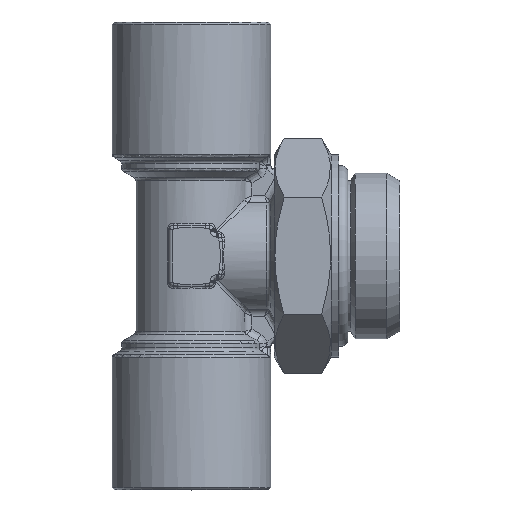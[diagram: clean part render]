
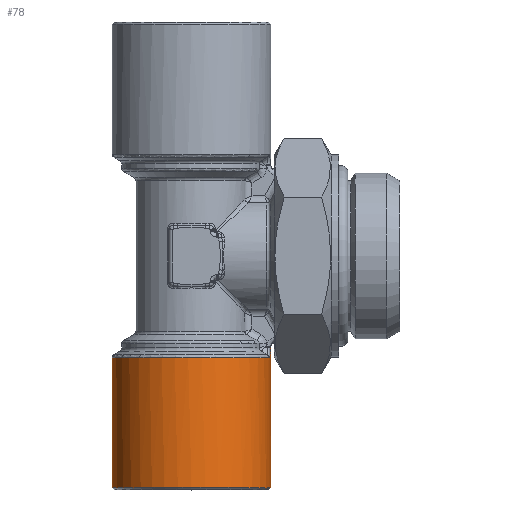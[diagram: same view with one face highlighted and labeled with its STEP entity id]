
A CAD part, top view. The second image highlights one B-rep face of the part: STEP entity #78.
In plain terms, the highlighted cylindrical face has radius 10.5 mm (diameter 21 mm), a full revolution.
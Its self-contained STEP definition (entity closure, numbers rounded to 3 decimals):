
#78 = ADVANCED_FACE( 'NONE', ( #656, #657 ), #658, .T. );
#656 = FACE_OUTER_BOUND( '', #1933, .T. );
#657 = FACE_OUTER_BOUND( '', #1934, .T. );
#658 = CYLINDRICAL_SURFACE( '', #1935, 10.5 );
#1933 = EDGE_LOOP( '', ( #10821, #10822, #10823, #10824, #10825 ) );
#1934 = EDGE_LOOP( '', ( #10826 ) );
#1935 = AXIS2_PLACEMENT_3D( '', #10827, #10828, #10829 );
#10821 = ORIENTED_EDGE( '', *, *, #14538, .T. );
#10822 = ORIENTED_EDGE( '', *, *, #14539, .T. );
#10823 = ORIENTED_EDGE( '', *, *, #14540, .T. );
#10824 = ORIENTED_EDGE( '', *, *, #14532, .T. );
#10825 = ORIENTED_EDGE( '', *, *, #14537, .T. );
#10826 = ORIENTED_EDGE( '', *, *, #14541, .T. );
#10827 = CARTESIAN_POINT( '', ( 0., 0., 0. ) );
#10828 = DIRECTION( '', ( 0., -1., 0. ) );
#10829 = DIRECTION( '', ( 0., 0., -1. ) );
#14532 = EDGE_CURVE( 'NONE', #15959, #15954, #15960, .T. );
#14537 = EDGE_CURVE( 'NONE', #15954, #15966, #15968, .T. );
#14538 = EDGE_CURVE( 'NONE', #15966, #15969, #15970, .T. );
#14539 = EDGE_CURVE( 'NONE', #15969, #15971, #15972, .T. );
#14540 = EDGE_CURVE( 'NONE', #15971, #15959, #15973, .T. );
#14541 = EDGE_CURVE( 'NONE', #15974, #15974, #15975, .T. );
#15954 = VERTEX_POINT( 'NONE', #18370 );
#15959 = VERTEX_POINT( 'NONE', #18387 );
#15960 = B_SPLINE_CURVE_WITH_KNOTS( '', 3, ( #18388, #18389, #18390, #18391, #18392, #18393, #18394 ), .UNSPECIFIED., .F., .F., ( 4, 1, 1, 1, 4 ), ( 0., 0.251, 0.501, 0.751, 1. ), .UNSPECIFIED. );
#15966 = VERTEX_POINT( 'NONE', #18423 );
#15968 = B_SPLINE_CURVE_WITH_KNOTS( '', 3, ( #18428, #18429, #18430, #18431, #18432, #18433 ), .UNSPECIFIED., .F., .F., ( 4, 2, 4 ), ( 0.001, 0.002, 0.003 ), .UNSPECIFIED. );
#15969 = VERTEX_POINT( 'NONE', #18434 );
#15970 = B_SPLINE_CURVE_WITH_KNOTS( '', 3, ( #18435, #18436, #18437, #18438, #18439, #18440, #18441, #18442, #18443, #18444, #18445, #18446, #18447, #18448 ), .UNSPECIFIED., .F., .F., ( 4, 1, 1, 1, 1, 1, 1, 1, 1, 1, 1, 4 ), ( 0., 0.063, 0.126, 0.188, 0.249, 0.376, 0.499, 0.626, 0.75, 0.833, 0.916, 1. ), .UNSPECIFIED. );
#15971 = VERTEX_POINT( 'NONE', #18449 );
#15972 = CIRCLE( '', #18450, 10.5 );
#15973 = B_SPLINE_CURVE_WITH_KNOTS( '', 3, ( #18451, #18452, #18453, #18454, #18455, #18456, #18457, #18458, #18459, #18460, #18461, #18462, #18463, #18464 ), .UNSPECIFIED., .F., .F., ( 4, 1, 1, 1, 1, 1, 1, 1, 1, 1, 1, 4 ), ( 0., 0.051, 0.101, 0.151, 0.2, 0.25, 0.374, 0.5, 0.623, 0.75, 0.874, 1. ), .UNSPECIFIED. );
#15974 = VERTEX_POINT( '', #18465 );
#15975 = CIRCLE( '', #18466, 10.5 );
#18370 = CARTESIAN_POINT( '', ( 10.5, -12.25, 0. ) );
#18387 = CARTESIAN_POINT( '', ( 10.445, -12.194, -1.071 ) );
#18388 = CARTESIAN_POINT( '', ( 10.445, -12.194, -1.071 ) );
#18389 = CARTESIAN_POINT( '', ( 10.454, -12.202, -0.982 ) );
#18390 = CARTESIAN_POINT( '', ( 10.471, -12.22, -0.804 ) );
#18391 = CARTESIAN_POINT( '', ( 10.487, -12.237, -0.536 ) );
#18392 = CARTESIAN_POINT( '', ( 10.498, -12.248, -0.268 ) );
#18393 = CARTESIAN_POINT( '', ( 10.499, -12.249, -0.089 ) );
#18394 = CARTESIAN_POINT( '', ( 10.5, -12.25, 0. ) );
#18423 = CARTESIAN_POINT( '', ( 10.445, -12.194, 1.071 ) );
#18428 = CARTESIAN_POINT( '', ( 10.5, -12.25, 0. ) );
#18429 = CARTESIAN_POINT( '', ( 10.5, -12.25, 0.18 ) );
#18430 = CARTESIAN_POINT( '', ( 10.495, -12.245, 0.359 ) );
#18431 = CARTESIAN_POINT( '', ( 10.477, -12.226, 0.716 ) );
#18432 = CARTESIAN_POINT( '', ( 10.463, -12.212, 0.894 ) );
#18433 = CARTESIAN_POINT( '', ( 10.445, -12.194, 1.071 ) );
#18434 = CARTESIAN_POINT( '', ( 10.212, -13.499, 2.442 ) );
#18435 = CARTESIAN_POINT( '', ( 10.445, -12.194, 1.071 ) );
#18436 = CARTESIAN_POINT( '', ( 10.444, -12.237, 1.078 ) );
#18437 = CARTESIAN_POINT( '', ( 10.443, -12.323, 1.093 ) );
#18438 = CARTESIAN_POINT( '', ( 10.439, -12.449, 1.127 ) );
#18439 = CARTESIAN_POINT( '', ( 10.435, -12.571, 1.169 ) );
#18440 = CARTESIAN_POINT( '', ( 10.427, -12.73, 1.239 ) );
#18441 = CARTESIAN_POINT( '', ( 10.414, -12.918, 1.348 ) );
#18442 = CARTESIAN_POINT( '', ( 10.391, -13.118, 1.516 ) );
#18443 = CARTESIAN_POINT( '', ( 10.36, -13.284, 1.715 ) );
#18444 = CARTESIAN_POINT( '', ( 10.324, -13.393, 1.917 ) );
#18445 = CARTESIAN_POINT( '', ( 10.287, -13.458, 2.105 ) );
#18446 = CARTESIAN_POINT( '', ( 10.252, -13.493, 2.272 ) );
#18447 = CARTESIAN_POINT( '', ( 10.225, -13.497, 2.385 ) );
#18448 = CARTESIAN_POINT( '', ( 10.212, -13.499, 2.442 ) );
#18449 = CARTESIAN_POINT( '', ( 10.212, -13.499, -2.442 ) );
#18450 = AXIS2_PLACEMENT_3D( '', #27164, #27165, #27166 );
#18451 = CARTESIAN_POINT( '', ( 10.212, -13.499, -2.442 ) );
#18452 = CARTESIAN_POINT( '', ( 10.22, -13.498, -2.408 ) );
#18453 = CARTESIAN_POINT( '', ( 10.236, -13.497, -2.34 ) );
#18454 = CARTESIAN_POINT( '', ( 10.259, -13.484, -2.238 ) );
#18455 = CARTESIAN_POINT( '', ( 10.28, -13.464, -2.139 ) );
#18456 = CARTESIAN_POINT( '', ( 10.3, -13.436, -2.041 ) );
#18457 = CARTESIAN_POINT( '', ( 10.328, -13.383, -1.898 ) );
#18458 = CARTESIAN_POINT( '', ( 10.36, -13.284, -1.716 ) );
#18459 = CARTESIAN_POINT( '', ( 10.39, -13.119, -1.517 ) );
#18460 = CARTESIAN_POINT( '', ( 10.413, -12.919, -1.349 ) );
#18461 = CARTESIAN_POINT( '', ( 10.429, -12.695, -1.218 ) );
#18462 = CARTESIAN_POINT( '', ( 10.44, -12.451, -1.121 ) );
#18463 = CARTESIAN_POINT( '', ( 10.444, -12.28, -1.087 ) );
#18464 = CARTESIAN_POINT( '', ( 10.445, -12.194, -1.071 ) );
#18465 = CARTESIAN_POINT( '', ( 0., -30.7, -10.5 ) );
#18466 = AXIS2_PLACEMENT_3D( '', #27167, #27168, #27169 );
#27164 = CARTESIAN_POINT( '', ( 0., -13.499, 0. ) );
#27165 = DIRECTION( '', ( 0., -1., 0. ) );
#27166 = DIRECTION( '', ( 0., 0., -1. ) );
#27167 = CARTESIAN_POINT( '', ( 0., -30.7, 0. ) );
#27168 = DIRECTION( '', ( 0., 1., 0. ) );
#27169 = DIRECTION( '', ( 0., 0., -1. ) );
